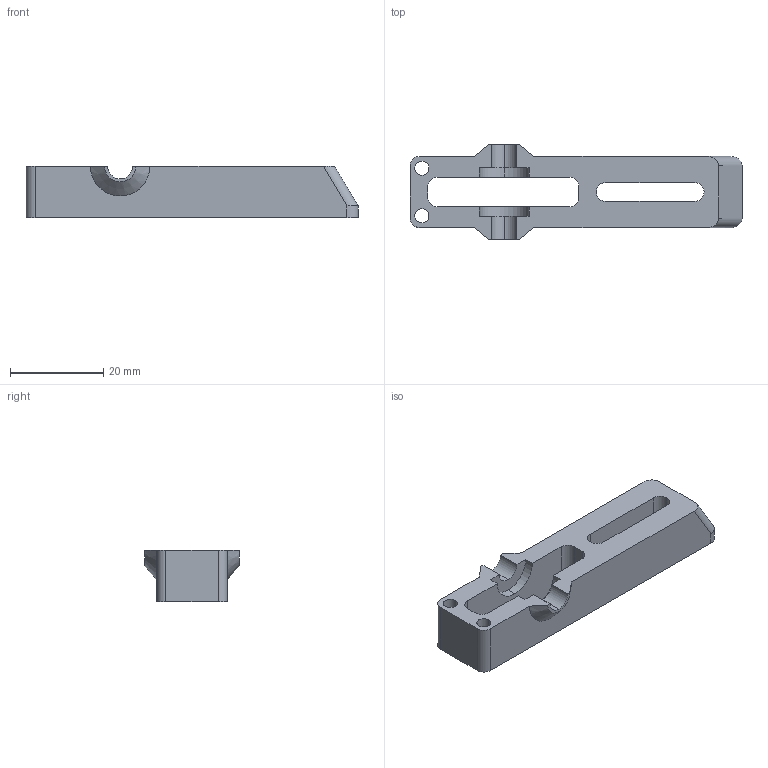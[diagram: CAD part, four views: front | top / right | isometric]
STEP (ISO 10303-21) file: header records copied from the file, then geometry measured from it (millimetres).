
FILE_DESCRIPTION (( 'STEP AP203' ), '1' );
FILE_NAME ('Gear J5 ring carrier.STEP', '2016-07-29T00:22:27', ( '' ), ( '' ), 'SwSTEP 2.0', 'SolidWorks 2015', '' );
FILE_SCHEMA (( 'CONFIG_CONTROL_DESIGN' ));
Length unit declared in the file: inch
Products named in the file (1): Gear J5 ring carrier
Bounding box: 71.12 x 20.32 x 10.99 mm (x, y, z)
Volume: 8073.5 mm3; surface area: 4975.8 mm2
Topology: 1 solids, 1 shells, 45 faces, 130 edges, 86 vertices
Faces by surface type: cylinder 22, plane 18, cone 3, bspline 2
Entity records: 1595 total; most frequent: CARTESIAN_POINT 294, ORIENTED_EDGE 260, DIRECTION 258, EDGE_CURVE 130, AXIS2_PLACEMENT_3D 90, VERTEX_POINT 86, LINE 78, VECTOR 78
